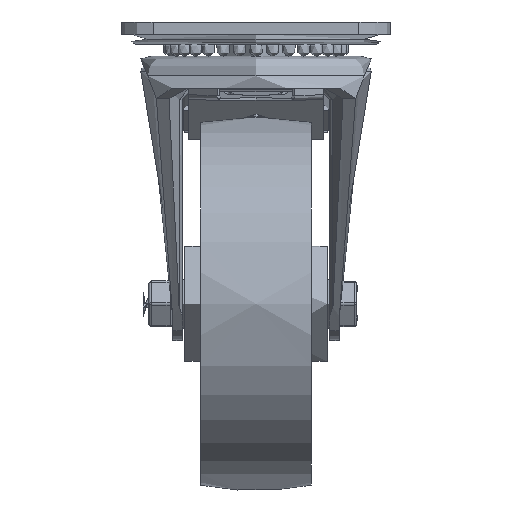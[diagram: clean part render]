
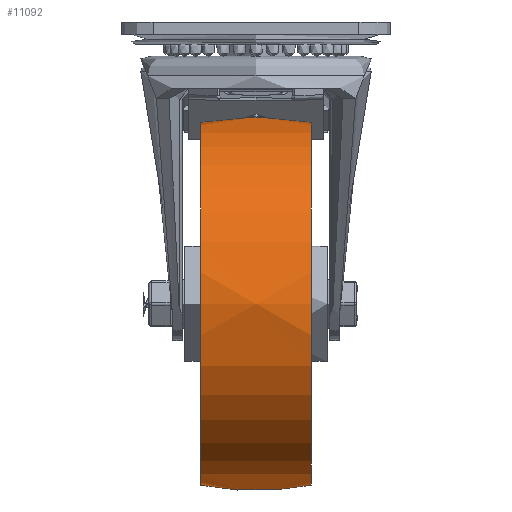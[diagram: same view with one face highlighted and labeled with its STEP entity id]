
A CAD part, left-side view. The second image highlights one B-rep face of the part: STEP entity #11092.
In plain terms, the highlighted free-form (B-spline) face has degree [2, 2] with [3, 9] control points.
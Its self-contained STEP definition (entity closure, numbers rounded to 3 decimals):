
#25=(
BOUNDED_SURFACE()
B_SPLINE_SURFACE(2,2,((#19826,#19827,#19828,#19829,#19830,#19831,#19832,
#19833,#19834),(#19835,#19836,#19837,#19838,#19839,#19840,#19841,#19842,
#19843),(#19844,#19845,#19846,#19847,#19848,#19849,#19850,#19851,#19852)),
 .UNSPECIFIED.,.F.,.T.,.F.)
B_SPLINE_SURFACE_WITH_KNOTS((3,3),(3,2,2,2,3),(-0.195,0.195),
(-3.142,-1.571,0.,1.571,3.142),
 .UNSPECIFIED.)
GEOMETRIC_REPRESENTATION_ITEM()
RATIONAL_B_SPLINE_SURFACE(((1.,0.707,1.,0.707,1.,
0.707,1.,0.707,1.),(0.981,0.694,
0.981,0.694,0.981,0.694,
0.981,0.694,0.981),(1.,0.707,
1.,0.707,1.,0.707,1.,0.707,1.)))
REPRESENTATION_ITEM('')
SURFACE()
);
#1934=FACE_OUTER_BOUND('',#2585,.T.);
#2585=EDGE_LOOP('',(#9543,#9544,#9545,#9546));
#4733=CIRCLE('',#12481,74.);
#4734=CIRCLE('',#12482,116.157);
#4735=CIRCLE('',#12483,74.);
#5535=VERTEX_POINT('',#19853);
#5536=VERTEX_POINT('',#19855);
#6912=EDGE_CURVE('',#5535,#5535,#4733,.T.);
#6913=EDGE_CURVE('',#5535,#5536,#4734,.T.);
#6914=EDGE_CURVE('',#5536,#5536,#4735,.T.);
#9543=ORIENTED_EDGE('',*,*,#6912,.F.);
#9544=ORIENTED_EDGE('',*,*,#6913,.T.);
#9545=ORIENTED_EDGE('',*,*,#6914,.T.);
#9546=ORIENTED_EDGE('',*,*,#6913,.F.);
#11092=ADVANCED_FACE('',(#1934),#25,.F.);
#12481=AXIS2_PLACEMENT_3D('',#19854,#15398,#15399);
#12482=AXIS2_PLACEMENT_3D('',#19856,#15400,#15401);
#12483=AXIS2_PLACEMENT_3D('',#19857,#15402,#15403);
#15398=DIRECTION('center_axis',(0.,1.,0.));
#15399=DIRECTION('ref_axis',(0.,0.,1.));
#15400=DIRECTION('center_axis',(-1.,0.,0.));
#15401=DIRECTION('ref_axis',(0.,0.,-1.));
#15402=DIRECTION('center_axis',(0.,1.,0.));
#15403=DIRECTION('ref_axis',(0.,0.,1.));
#19826=CARTESIAN_POINT('Ctrl Pts',(0.,-22.5,-74.));
#19827=CARTESIAN_POINT('Ctrl Pts',(-74.,-22.5,
-74.));
#19828=CARTESIAN_POINT('Ctrl Pts',(-74.,-22.5,
0.));
#19829=CARTESIAN_POINT('Ctrl Pts',(-74.,-22.5,
74.));
#19830=CARTESIAN_POINT('Ctrl Pts',(0.,-22.5,74.));
#19831=CARTESIAN_POINT('Ctrl Pts',(74.,-22.5,74.));
#19832=CARTESIAN_POINT('Ctrl Pts',(74.,-22.5,0.));
#19833=CARTESIAN_POINT('Ctrl Pts',(74.,-22.5,-74.));
#19834=CARTESIAN_POINT('Ctrl Pts',(0.,-22.5,-74.));
#19835=CARTESIAN_POINT('Ctrl Pts',(0.,0.,-78.442));
#19836=CARTESIAN_POINT('Ctrl Pts',(-78.442,0.,
-78.442));
#19837=CARTESIAN_POINT('Ctrl Pts',(-78.442,0.,
0.));
#19838=CARTESIAN_POINT('Ctrl Pts',(-78.442,0.,
78.442));
#19839=CARTESIAN_POINT('Ctrl Pts',(0.,0.,78.442));
#19840=CARTESIAN_POINT('Ctrl Pts',(78.442,0.,
78.442));
#19841=CARTESIAN_POINT('Ctrl Pts',(78.442,0.,
0.));
#19842=CARTESIAN_POINT('Ctrl Pts',(78.442,0.,
-78.442));
#19843=CARTESIAN_POINT('Ctrl Pts',(0.,0.,-78.442));
#19844=CARTESIAN_POINT('Ctrl Pts',(0.,22.5,-74.));
#19845=CARTESIAN_POINT('Ctrl Pts',(-74.,22.5,-74.));
#19846=CARTESIAN_POINT('Ctrl Pts',(-74.,22.5,0.));
#19847=CARTESIAN_POINT('Ctrl Pts',(-74.,22.5,74.));
#19848=CARTESIAN_POINT('Ctrl Pts',(0.,22.5,74.));
#19849=CARTESIAN_POINT('Ctrl Pts',(74.,22.5,74.));
#19850=CARTESIAN_POINT('Ctrl Pts',(74.,22.5,0.));
#19851=CARTESIAN_POINT('Ctrl Pts',(74.,22.5,-74.));
#19852=CARTESIAN_POINT('Ctrl Pts',(0.,22.5,-74.));
#19853=CARTESIAN_POINT('',(0.,22.5,-74.));
#19854=CARTESIAN_POINT('Origin',(0.,22.5,0.));
#19855=CARTESIAN_POINT('',(0.,-22.5,-74.));
#19856=CARTESIAN_POINT('Origin',(0.,0.,
39.957));
#19857=CARTESIAN_POINT('Origin',(0.,-22.5,0.));
